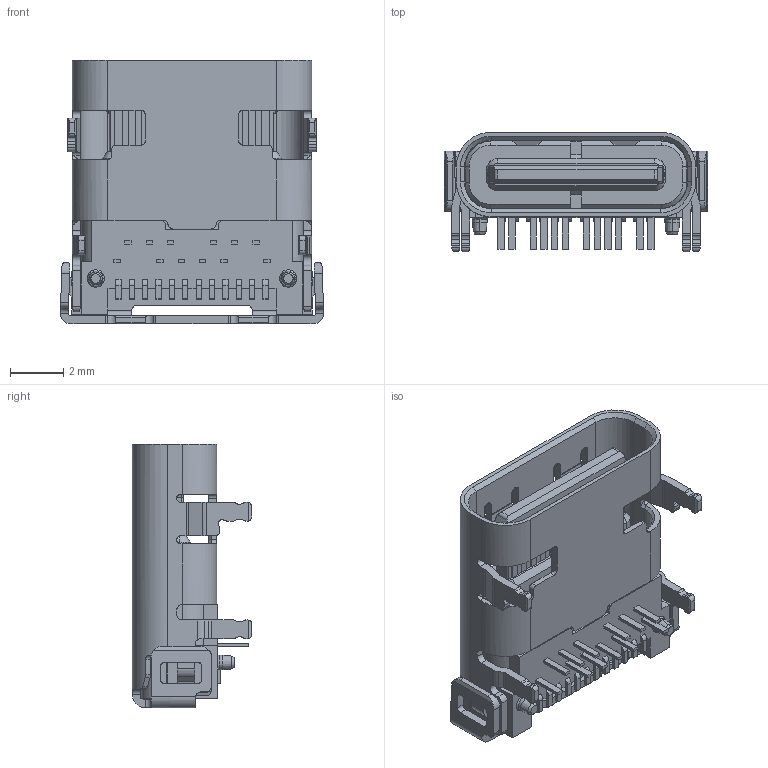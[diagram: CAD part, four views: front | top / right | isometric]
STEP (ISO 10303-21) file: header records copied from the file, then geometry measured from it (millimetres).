
FILE_DESCRIPTION(('STEP AP242'),'1');
FILE_NAME('usb4056-03-a.stp','2024-10-16T10:35:43',('TraceParts'),('TraceParts S.A.'),'Spatial InterOp 3D',' ',' ');
FILE_SCHEMA(('AP242_MANAGED_MODEL_BASED_3D_ENGINEERING_MIM_LF {1 0 10303 442 1 1 4}'));
Length unit declared in the file: millimetre
Products named in the file (1): usb4056-03-a
Bounding box: 9.85 x 4.46 x 9.87 mm (x, y, z)
Volume: 159.5 mm3; surface area: 640.3 mm2
Topology: 1 solids, 10 shells, 1026 faces, 2872 edges, 1860 vertices
Faces by surface type: plane 677, cylinder 291, cone 38, bspline 19, torus 1
Entity records: 42552 total; most frequent: CARTESIAN_POINT 9571, ORIENTED_EDGE 5738, DIRECTION 4222, EDGE_CURVE 2869, VERTEX_POINT 1860, LINE 1826, VECTOR 1826, AXIS2_PLACEMENT_3D 1198
